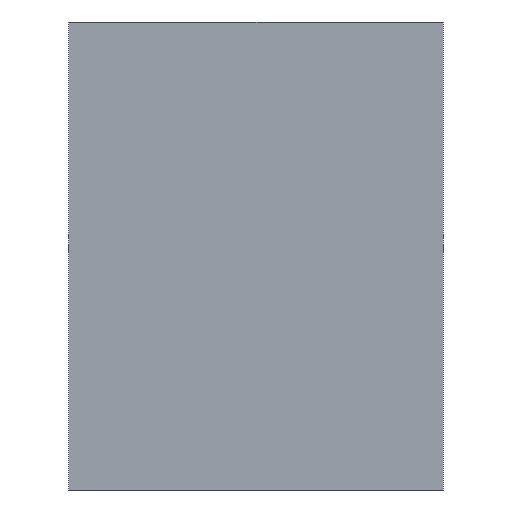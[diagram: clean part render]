
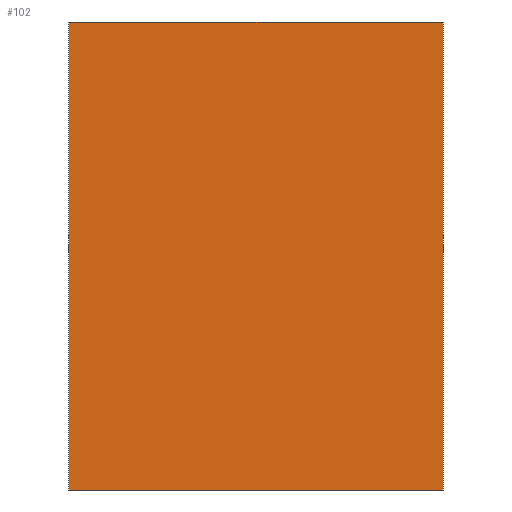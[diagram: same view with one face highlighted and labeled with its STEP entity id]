
A CAD part, left-side view. The second image highlights one B-rep face of the part: STEP entity #102.
In plain terms, the highlighted planar face has unit normal (-1, 0, 0).
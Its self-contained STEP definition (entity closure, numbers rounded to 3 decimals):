
#16=FACE_OUTER_BOUND('',#22,.T.);
#22=EDGE_LOOP('',(#75,#76,#77,#78));
#30=LINE('',#171,#42);
#31=LINE('',#174,#43);
#32=LINE('',#176,#44);
#33=LINE('',#177,#45);
#42=VECTOR('',#143,10.);
#43=VECTOR('',#146,10.);
#44=VECTOR('',#147,10.);
#45=VECTOR('',#148,10.);
#51=VERTEX_POINT('',#164);
#54=VERTEX_POINT('',#169);
#55=VERTEX_POINT('',#173);
#56=VERTEX_POINT('',#175);
#62=EDGE_CURVE('',#51,#54,#30,.T.);
#63=EDGE_CURVE('',#55,#51,#31,.T.);
#64=EDGE_CURVE('',#56,#54,#32,.T.);
#65=EDGE_CURVE('',#55,#56,#33,.T.);
#75=ORIENTED_EDGE('',*,*,#63,.T.);
#76=ORIENTED_EDGE('',*,*,#62,.T.);
#77=ORIENTED_EDGE('',*,*,#64,.F.);
#78=ORIENTED_EDGE('',*,*,#65,.F.);
#96=PLANE('',#131);
#102=ADVANCED_FACE('',(#16),#96,.T.);
#131=AXIS2_PLACEMENT_3D('',#172,#144,#145);
#143=DIRECTION('',(0.,1.,0.));
#144=DIRECTION('center_axis',(-1.,0.,0.));
#145=DIRECTION('ref_axis',(0.,0.,1.));
#146=DIRECTION('',(0.,0.,1.));
#147=DIRECTION('',(0.,0.,1.));
#148=DIRECTION('',(0.,1.,0.));
#164=CARTESIAN_POINT('',(0.,0.,0.));
#169=CARTESIAN_POINT('',(0.,4.,0.));
#171=CARTESIAN_POINT('',(0.,0.,0.));
#172=CARTESIAN_POINT('Origin',(0.,0.,-5.));
#173=CARTESIAN_POINT('',(0.,0.,-5.));
#174=CARTESIAN_POINT('',(0.,0.,-5.));
#175=CARTESIAN_POINT('',(0.,4.,-5.));
#176=CARTESIAN_POINT('',(0.,4.,-5.));
#177=CARTESIAN_POINT('',(0.,0.,-5.));
